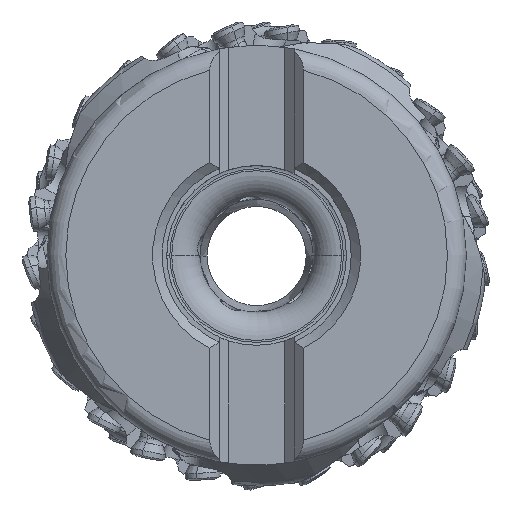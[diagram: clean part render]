
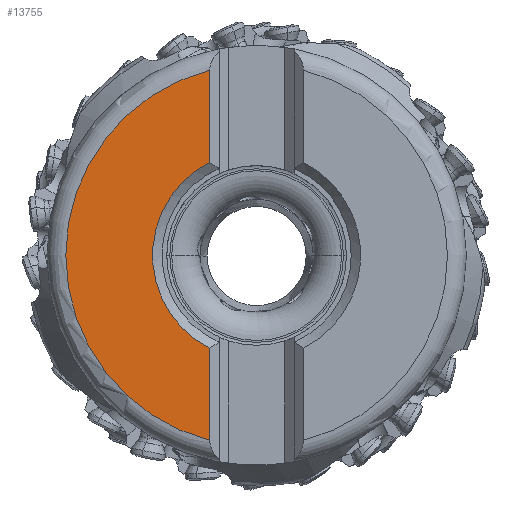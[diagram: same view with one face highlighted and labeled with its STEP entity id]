
A CAD part, top view. The second image highlights one B-rep face of the part: STEP entity #13755.
In plain terms, the highlighted planar face has unit normal (0, 0, 1).
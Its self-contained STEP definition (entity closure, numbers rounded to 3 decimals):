
#2184=PLANE('',#62799);
#4287=CIRCLE('',#62779,20.225);
#4288=CIRCLE('',#62782,11.025);
#7743=LINE('',#118144,#10743);
#7744=LINE('',#118174,#10744);
#10743=VECTOR('',#75848,1.);
#10744=VECTOR('',#75883,1.);
#13755=ADVANCED_FACE('',(#18350),#2184,.T.);
#18350=FACE_OUTER_BOUND('',#21661,.T.);
#21661=EDGE_LOOP('',(#35338,#35339,#35340,#35341));
#35338=ORIENTED_EDGE('',*,*,#52569,.F.);
#35339=ORIENTED_EDGE('',*,*,#52583,.T.);
#35340=ORIENTED_EDGE('',*,*,#52573,.F.);
#35341=ORIENTED_EDGE('',*,*,#52571,.T.);
#44609=VERTEX_POINT('',#118127);
#44610=VERTEX_POINT('',#118129);
#44611=VERTEX_POINT('',#118145);
#44612=VERTEX_POINT('',#118152);
#52569=EDGE_CURVE('',#44609,#44610,#4287,.T.);
#52571=EDGE_CURVE('',#44611,#44610,#7743,.T.);
#52573=EDGE_CURVE('',#44611,#44612,#4288,.T.);
#52583=EDGE_CURVE('',#44609,#44612,#7744,.T.);
#62779=AXIS2_PLACEMENT_3D('',#118128,#75844,#75845);
#62782=AXIS2_PLACEMENT_3D('',#118151,#75851,#75852);
#62799=AXIS2_PLACEMENT_3D('',#118176,#75886,#75887);
#75844=DIRECTION('',(0.,0.,-1.));
#75845=DIRECTION('',(-0.246,-0.969,0.));
#75848=DIRECTION('',(0.,1.,0.));
#75851=DIRECTION('',(0.,0.,1.));
#75852=DIRECTION('',(-0.451,0.893,0.));
#75883=DIRECTION('',(0.,1.,0.));
#75886=DIRECTION('',(0.,0.,1.));
#75887=DIRECTION('',(-1.,0.,0.));
#118127=CARTESIAN_POINT('',(-4.97,-19.605,0.));
#118128=CARTESIAN_POINT('',(0.,0.,0.));
#118129=CARTESIAN_POINT('',(-4.97,19.605,0.));
#118144=CARTESIAN_POINT('',(-4.97,9.841,0.));
#118145=CARTESIAN_POINT('',(-4.97,9.841,0.));
#118151=CARTESIAN_POINT('',(0.,0.,0.));
#118152=CARTESIAN_POINT('',(-4.97,-9.841,0.));
#118174=CARTESIAN_POINT('',(-4.97,-19.605,0.));
#118176=CARTESIAN_POINT('',(-12.597,0.,0.));
